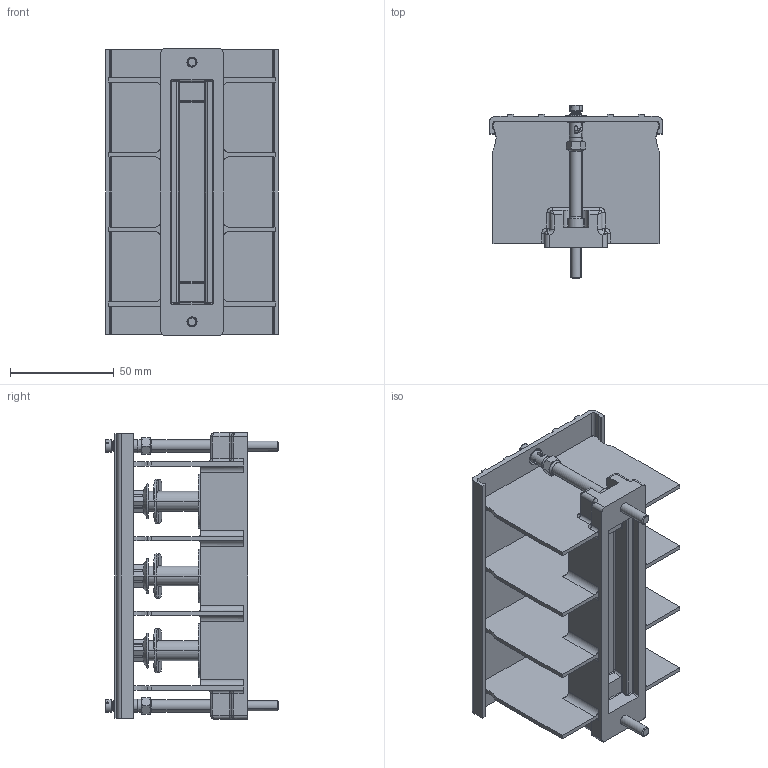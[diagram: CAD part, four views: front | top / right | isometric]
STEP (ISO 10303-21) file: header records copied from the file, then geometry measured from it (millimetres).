
FILE_DESCRIPTION((''),'2;1');
FILE_NAME('32428031000','2019-10-24T',('presta_be4'),(''),'CREO PARAMETRIC BY PTC INC, 2018360','CREO PARAMETRIC BY PTC INC, 2018360','');
FILE_SCHEMA(('CONFIG_CONTROL_DESIGN'));
Products named in the file (1): 32428031000
Bounding box: 83.2 x 83.61 x 138.2 mm (x, y, z)
Volume: 145038.2 mm3; surface area: 88233.7 mm2
Topology: 4 solids, 4 shells, 892 faces, 2440 edges, 1546 vertices
Faces by surface type: cylinder 347, plane 305, cone 144, bspline 60, torus 36
Entity records: 62450 total; most frequent: CARTESIAN_POINT 40878, ORIENTED_EDGE 4856, DIRECTION 4079, EDGE_CURVE 2428, VERTEX_POINT 1546, AXIS2_PLACEMENT_3D 1532, VECTOR 1015, LINE 1015
